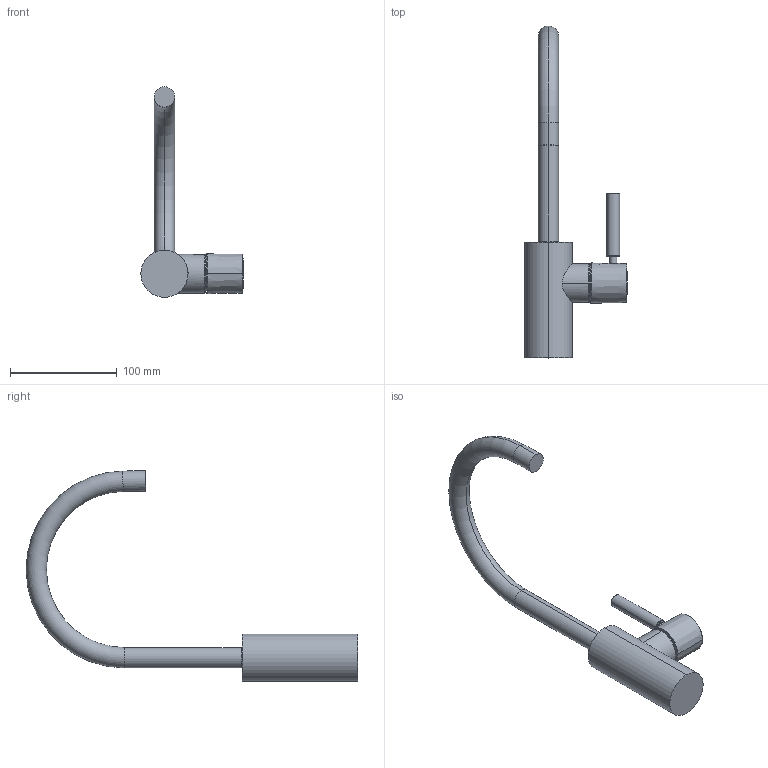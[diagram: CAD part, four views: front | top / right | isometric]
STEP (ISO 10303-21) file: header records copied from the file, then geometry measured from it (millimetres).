
FILE_DESCRIPTION (( 'STEP AP214' ), '1' );
FILE_NAME ('33565661.STEP', '2019-10-23T05:12:09', ( '' ), ( '' ), 'SwSTEP 2.0', 'SolidWorks 2017', '' );
FILE_SCHEMA (( 'AUTOMOTIVE_DESIGN' ));
Length unit declared in the file: millimetre
Products named in the file (8): 33565661; Planungsmodell_Ring-+-09.28.10.166-1; Planungsmodell_Griff Hebel-+-09.20.66.001-01; Planungsmodell_Hebel Unterteil-+-09.20.66.003-01; Planungsmodell_Haube-+-09.28.30.021-01; Planungsmodell_Gehaeuse-+-09.19.80.014-01; Planungsmodell_Auslauf-+-09.28.22.350-1; Planungsmodell_Rohr_gerade-+-28.568.780-10_ _K361_44,1x108
Assembly tree (7 placements, depth 2):
  33565661
    Planungsmodell_Rohr_gerade-+-28.568.780-10_ _K361_44,1x108
    Planungsmodell_Auslauf-+-09.28.22.350-1
    Planungsmodell_Gehaeuse-+-09.19.80.014-01
    Planungsmodell_Haube-+-09.28.30.021-01
    Planungsmodell_Hebel Unterteil-+-09.20.66.003-01
    Planungsmodell_Griff Hebel-+-09.20.66.001-01
    Planungsmodell_Ring-+-09.28.10.166-1
Bounding box: 95.57 x 310.2 x 196.9 mm (x, y, z)
Volume: 344908 mm3; surface area: 57858.2 mm2
Topology: 7 solids, 7 shells, 58 faces, 109 edges, 67 vertices
Faces by surface type: cylinder 21, torus 16, plane 15, sphere 4, cone 2
Entity records: 2020 total; most frequent: CARTESIAN_POINT 436, DIRECTION 319, ORIENTED_EDGE 218, AXIS2_PLACEMENT_3D 148, EDGE_CURVE 109, CIRCLE 80, VERTEX_POINT 67, EDGE_LOOP 60
